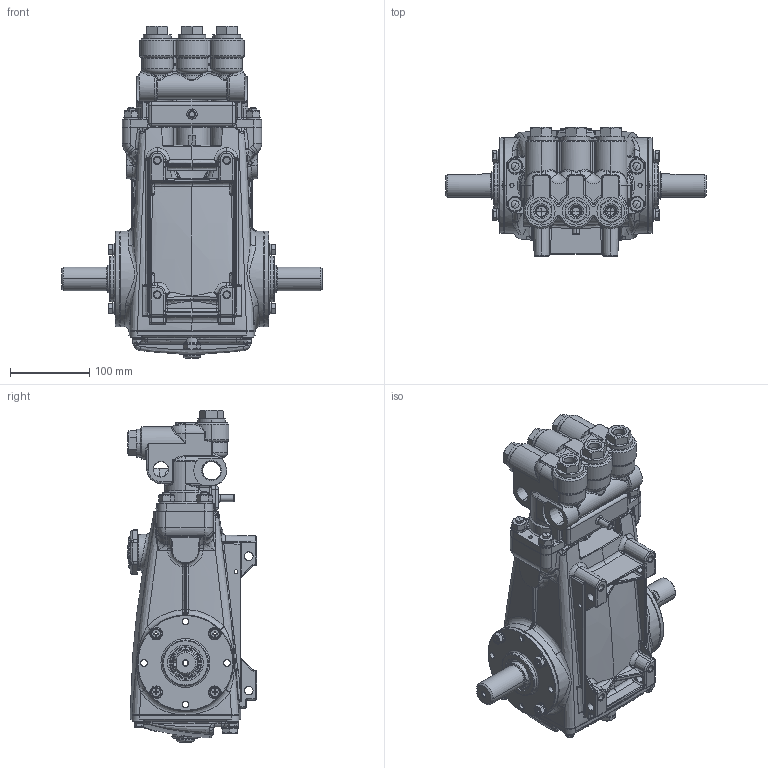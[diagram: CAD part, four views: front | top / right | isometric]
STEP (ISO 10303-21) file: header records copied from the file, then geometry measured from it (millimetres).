
FILE_DESCRIPTION (( 'STEP AP214' ), '1' );
FILE_NAME ('1050.STEP', '2020-06-25T14:45:45', ( 'IT' ), ( 'Microsoft' ), 'SwSTEP 2.0', 'SolidWorks 2020', '' );
FILE_SCHEMA (( 'AUTOMOTIVE_DESIGN' ));
Length unit declared in the file: inch
Products named in the file (1): 1050
Bounding box: 330 x 163.49 x 420 mm (x, y, z)
Surface area: 417807 mm2 (no closed solid volume)
Topology: 0 solids, 94 shells, 2283 faces, 6942 edges, 4576 vertices
Faces by surface type: plane 666, bspline 579, cylinder 569, torus 211, cone 204, sphere 54
Entity records: 134976 total; most frequent: CARTESIAN_POINT 49585, ORIENTED_EDGE 11662, DIRECTION 10551, EDGE_CURVE 6879, VERTEX_POINT 4576, AXIS2_PLACEMENT_3D 4285, CIRCLE 2581, EDGE_LOOP 2519
